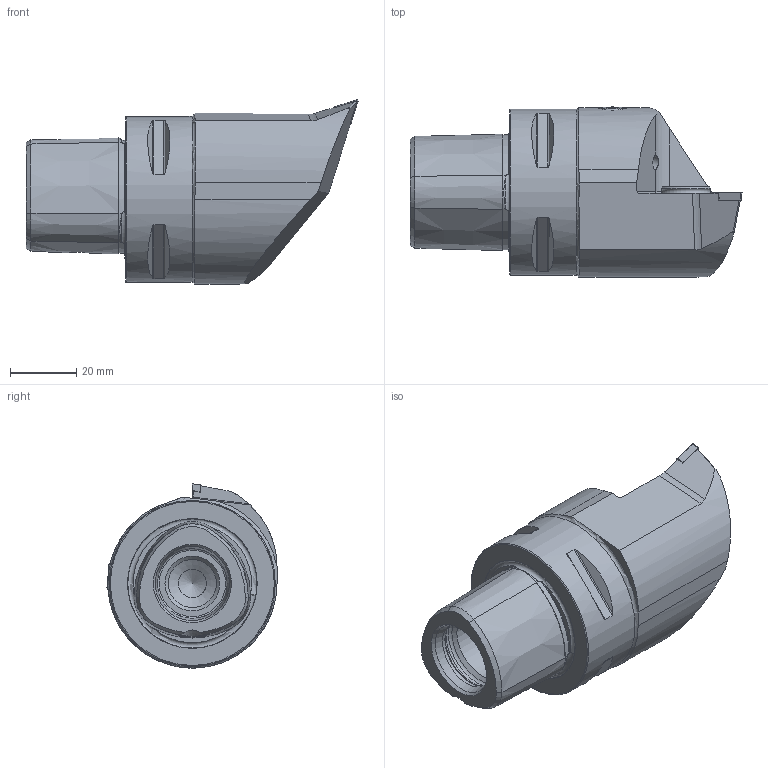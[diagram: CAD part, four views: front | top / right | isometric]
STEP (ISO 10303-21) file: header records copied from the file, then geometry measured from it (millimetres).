
FILE_DESCRIPTION (( 'STEP AP203' ), '1' );
FILE_NAME ('PS5-KDA.LHX.070-HP-90.STEP', '2022-11-10T12:52:15', ( '' ), ( '' ), 'SwSTEP 2.0', 'SolidWorks 2017', '' );
FILE_SCHEMA (( 'CONFIG_CONTROL_DESIGN' ));
Length unit declared in the file: millimetre
Products named in the file (10): CHP-ER1.008.014_A; DIN 3771 - 13x1; CHP-ER1.015.006; PS5-KDA.LHX.070-HP-90_A; ISO 8752 2x8; WCA-ER2.001.006_B; DIN 7991 - M5x15; CHP-ER1.015.006_A; PS5-KDA.LHX.070-HP-90; DCMT070204
Assembly tree (9 placements, depth 3):
  PS5-KDA.LHX.070-HP-90
    PS5-KDA.LHX.070-HP-90_A
    WCA-ER2.001.006_B
    CHP-ER1.015.006
      CHP-ER1.015.006_A
      DIN 3771 - 13x1
      DIN 7991 - M5x15
    CHP-ER1.008.014_A
    ISO 8752 2x8
    DCMT070204
Bounding box: 99.99 x 51.21 x 55.49 mm (x, y, z)
Volume: 116219.3 mm3; surface area: 23201.3 mm2
Topology: 8 solids, 8 shells, 275 faces, 657 edges, 404 vertices
Faces by surface type: plane 95, cone 77, cylinder 66, torus 24, bspline 12, sphere 1
Full cylindrical faces by diameter (mm): 2 x1, 2.05 x1, 2.5 x2, 2.8 x1, 3 x1, 3.4 x1, 3.85 x1, 4 x1, 4.2 x3, 5 x3, 5.2 x1, 5.5 x1, 6.1 x2, 7 x1, 8 x1, 8.5 x1, 10 x1, 13.4 x1, 14.5 x1, 15 x4, 21 x2, 24 x1, 50 x1
Entity records: 9439 total; most frequent: CARTESIAN_POINT 2745, DIRECTION 1145, ORIENTED_EDGE 1084, EDGE_CURVE 542, AXIS2_PLACEMENT_3D 474, EDGE_LOOP 383, VERTEX_POINT 379, FACE_OUTER_BOUND 321
